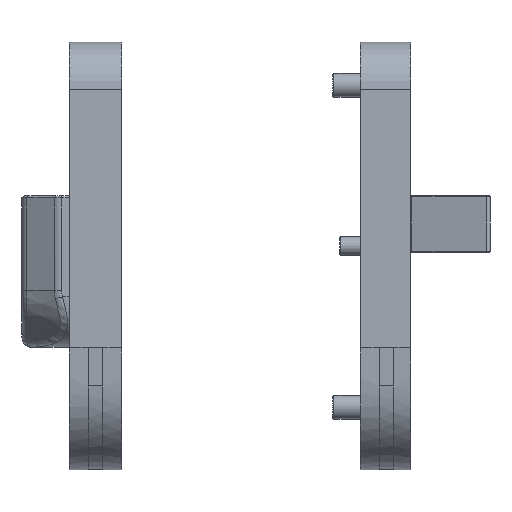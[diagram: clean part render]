
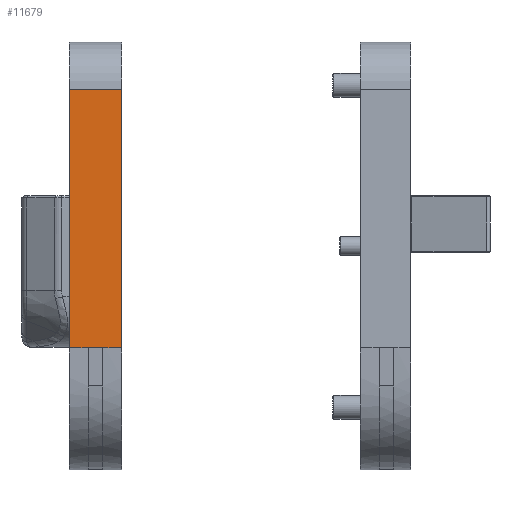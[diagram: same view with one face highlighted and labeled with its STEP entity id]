
A CAD part, left-side view. The second image highlights one B-rep face of the part: STEP entity #11679.
In plain terms, the highlighted planar face has unit normal (-1, 0, 0).
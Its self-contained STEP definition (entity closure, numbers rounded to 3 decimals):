
#7063=CARTESIAN_POINT('',(-232.276,506.661,125.786));
#7064=VERTEX_POINT('',#7063);
#7072=CARTESIAN_POINT('',(-232.276,506.661,98.509));
#7073=VERTEX_POINT('',#7072);
#7074=CARTESIAN_POINT('',(-232.276,506.661,98.509));
#7075=DIRECTION('',(-0.,0.,1.));
#7076=VECTOR('',#7075,27.277);
#7077=LINE('',#7074,#7076);
#7078=EDGE_CURVE('',#7073,#7064,#7077,.T.);
#7264=CARTESIAN_POINT('',(-232.276,512.173,98.509));
#7265=VERTEX_POINT('',#7264);
#7327=CARTESIAN_POINT('',(-232.276,512.173,125.786));
#7328=VERTEX_POINT('',#7327);
#7329=CARTESIAN_POINT('',(-232.276,512.173,98.509));
#7330=DIRECTION('',(-0.,0.,1.));
#7331=VECTOR('',#7330,27.277);
#7332=LINE('',#7329,#7331);
#7333=EDGE_CURVE('',#7265,#7328,#7332,.T.);
#11629=CARTESIAN_POINT('',(-232.276,506.661,125.786));
#11630=DIRECTION('',(0.,1.,-0.));
#11631=VECTOR('',#11630,5.512);
#11632=LINE('',#11629,#11631);
#11633=EDGE_CURVE('',#7064,#7328,#11632,.T.);
#11639=CARTESIAN_POINT('',(-232.276,500.173,112.148));
#11640=DIRECTION('',(-1.,-0.,-0.));
#11641=DIRECTION('',(0.,-1.,0.));
#11642=AXIS2_PLACEMENT_3D('',#11639,#11640,#11641);
#11643=PLANE('',#11642);
#11644=ORIENTED_EDGE('',*,*,#7333,.F.);
#11645=CARTESIAN_POINT('',(-232.276,510.173,98.509));
#11646=VERTEX_POINT('',#11645);
#11647=CARTESIAN_POINT('',(-232.276,510.173,98.509));
#11648=DIRECTION('',(-0.,1.,-0.));
#11649=VECTOR('',#11648,2.);
#11650=LINE('',#11647,#11649);
#11651=EDGE_CURVE('',#11646,#7265,#11650,.T.);
#11652=ORIENTED_EDGE('',*,*,#11651,.F.);
#11653=CARTESIAN_POINT('',(-232.276,508.661,98.509));
#11654=VERTEX_POINT('',#11653);
#11655=CARTESIAN_POINT('',(-232.276,508.661,98.509));
#11656=DIRECTION('',(-0.,1.,-0.));
#11657=VECTOR('',#11656,1.512);
#11658=LINE('',#11655,#11657);
#11659=EDGE_CURVE('',#11654,#11646,#11658,.T.);
#11660=ORIENTED_EDGE('',*,*,#11659,.F.);
#11661=CARTESIAN_POINT('',(-232.276,508.431,98.509));
#11662=VERTEX_POINT('',#11661);
#11663=CARTESIAN_POINT('',(-232.276,508.431,98.509));
#11664=DIRECTION('',(-0.,1.,-0.));
#11665=VECTOR('',#11664,0.23);
#11666=LINE('',#11663,#11665);
#11667=EDGE_CURVE('',#11662,#11654,#11666,.T.);
#11668=ORIENTED_EDGE('',*,*,#11667,.F.);
#11669=CARTESIAN_POINT('',(-232.276,506.661,98.509));
#11670=DIRECTION('',(-0.,1.,-0.));
#11671=VECTOR('',#11670,1.77);
#11672=LINE('',#11669,#11671);
#11673=EDGE_CURVE('',#7073,#11662,#11672,.T.);
#11674=ORIENTED_EDGE('',*,*,#11673,.F.);
#11675=ORIENTED_EDGE('',*,*,#7078,.T.);
#11676=ORIENTED_EDGE('',*,*,#11633,.T.);
#11677=EDGE_LOOP('',(#11644,#11652,#11660,#11668,#11674,#11675,#11676));
#11678=FACE_BOUND('',#11677,.T.);
#11679=ADVANCED_FACE('',(#11678),#11643,.T.);
